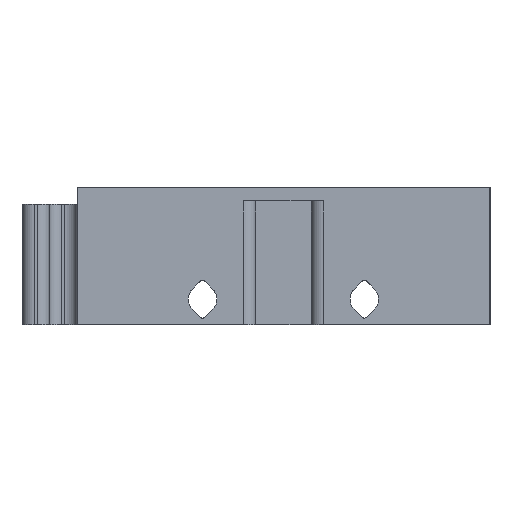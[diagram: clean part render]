
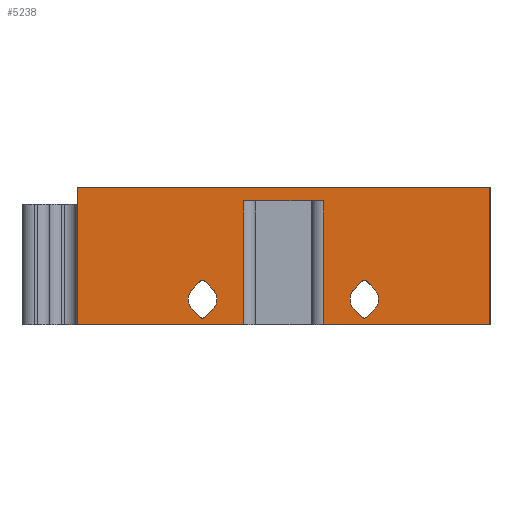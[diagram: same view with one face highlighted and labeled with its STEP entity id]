
A CAD part, left-side view. The second image highlights one B-rep face of the part: STEP entity #5238.
In plain terms, the highlighted planar face has unit normal (-1, 0, 0).
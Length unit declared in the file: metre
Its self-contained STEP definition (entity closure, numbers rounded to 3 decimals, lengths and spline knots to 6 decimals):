
#176=CIRCLE('',#5568,0.0004);
#177=CIRCLE('',#5569,0.002075);
#178=CIRCLE('',#5570,0.0004);
#179=CIRCLE('',#5571,0.002075);
#180=CIRCLE('',#5572,0.002075);
#181=CIRCLE('',#5573,0.0004);
#182=CIRCLE('',#5574,0.002075);
#183=CIRCLE('',#5575,0.0004);
#262=PLANE('',#5567);
#431=LINE('',#7474,#926);
#452=LINE('',#7617,#947);
#460=LINE('',#7649,#955);
#491=LINE('',#7758,#986);
#492=LINE('',#7763,#987);
#493=LINE('',#7767,#988);
#494=LINE('',#7771,#989);
#495=LINE('',#7774,#990);
#496=LINE('',#7775,#991);
#497=LINE('',#7776,#992);
#498=LINE('',#7778,#993);
#499=LINE('',#7780,#994);
#500=LINE('',#7784,#995);
#501=LINE('',#7788,#996);
#502=LINE('',#7792,#997);
#503=LINE('',#7796,#998);
#926=VECTOR('',#5961,1.);
#947=VECTOR('',#5988,1.);
#955=VECTOR('',#6012,1.);
#986=VECTOR('',#6095,1.);
#987=VECTOR('',#6098,1.);
#988=VECTOR('',#6101,1.);
#989=VECTOR('',#6104,1.);
#990=VECTOR('',#6107,1.);
#991=VECTOR('',#6108,1.);
#992=VECTOR('',#6109,1.);
#993=VECTOR('',#6110,1.);
#994=VECTOR('',#6111,1.);
#995=VECTOR('',#6114,1.);
#996=VECTOR('',#6117,1.);
#997=VECTOR('',#6120,1.);
#998=VECTOR('',#6123,1.);
#1642=ORIENTED_EDGE('',*,*,#3213,.F.);
#1643=ORIENTED_EDGE('',*,*,#3214,.T.);
#1644=ORIENTED_EDGE('',*,*,#3215,.T.);
#1645=ORIENTED_EDGE('',*,*,#3216,.T.);
#1646=ORIENTED_EDGE('',*,*,#3217,.T.);
#1647=ORIENTED_EDGE('',*,*,#3218,.T.);
#1648=ORIENTED_EDGE('',*,*,#3219,.F.);
#1649=ORIENTED_EDGE('',*,*,#3220,.T.);
#1650=ORIENTED_EDGE('',*,*,#3142,.T.);
#1651=ORIENTED_EDGE('',*,*,#3221,.T.);
#1652=ORIENTED_EDGE('',*,*,#3095,.F.);
#1653=ORIENTED_EDGE('',*,*,#3222,.T.);
#1654=ORIENTED_EDGE('',*,*,#3158,.T.);
#1655=ORIENTED_EDGE('',*,*,#3223,.F.);
#1656=ORIENTED_EDGE('',*,*,#3224,.T.);
#1657=ORIENTED_EDGE('',*,*,#3225,.T.);
#1658=ORIENTED_EDGE('',*,*,#3226,.F.);
#1659=ORIENTED_EDGE('',*,*,#3227,.T.);
#1660=ORIENTED_EDGE('',*,*,#3228,.F.);
#1661=ORIENTED_EDGE('',*,*,#3229,.F.);
#1662=ORIENTED_EDGE('',*,*,#3230,.F.);
#1663=ORIENTED_EDGE('',*,*,#3231,.F.);
#1664=ORIENTED_EDGE('',*,*,#3232,.F.);
#1665=ORIENTED_EDGE('',*,*,#3233,.T.);
#3095=EDGE_CURVE('',#3893,#3891,#431,.F.);
#3142=EDGE_CURVE('',#3941,#3940,#452,.F.);
#3158=EDGE_CURVE('',#3957,#3956,#460,.F.);
#3213=EDGE_CURVE('',#4009,#4010,#491,.T.);
#3214=EDGE_CURVE('',#4009,#4011,#176,.T.);
#3215=EDGE_CURVE('',#4011,#4012,#492,.T.);
#3216=EDGE_CURVE('',#4012,#4013,#177,.T.);
#3217=EDGE_CURVE('',#4013,#4014,#493,.T.);
#3218=EDGE_CURVE('',#4014,#4015,#178,.T.);
#3219=EDGE_CURVE('',#4016,#4015,#494,.T.);
#3220=EDGE_CURVE('',#4016,#4010,#179,.T.);
#3221=EDGE_CURVE('',#3940,#3891,#495,.T.);
#3222=EDGE_CURVE('',#3893,#3957,#496,.F.);
#3223=EDGE_CURVE('',#4017,#3956,#497,.T.);
#3224=EDGE_CURVE('',#4017,#4018,#498,.F.);
#3225=EDGE_CURVE('',#4018,#3941,#499,.F.);
#3226=EDGE_CURVE('',#4019,#4020,#180,.F.);
#3227=EDGE_CURVE('',#4019,#4021,#500,.T.);
#3228=EDGE_CURVE('',#4022,#4021,#181,.F.);
#3229=EDGE_CURVE('',#4023,#4022,#501,.T.);
#3230=EDGE_CURVE('',#4024,#4023,#182,.F.);
#3231=EDGE_CURVE('',#4025,#4024,#502,.T.);
#3232=EDGE_CURVE('',#4026,#4025,#183,.F.);
#3233=EDGE_CURVE('',#4026,#4020,#503,.T.);
#3891=VERTEX_POINT('',#7469);
#3893=VERTEX_POINT('',#7473);
#3940=VERTEX_POINT('',#7616);
#3941=VERTEX_POINT('',#7618);
#3956=VERTEX_POINT('',#7648);
#3957=VERTEX_POINT('',#7650);
#4009=VERTEX_POINT('',#7759);
#4010=VERTEX_POINT('',#7760);
#4011=VERTEX_POINT('',#7762);
#4012=VERTEX_POINT('',#7764);
#4013=VERTEX_POINT('',#7766);
#4014=VERTEX_POINT('',#7768);
#4015=VERTEX_POINT('',#7770);
#4016=VERTEX_POINT('',#7772);
#4017=VERTEX_POINT('',#7777);
#4018=VERTEX_POINT('',#7779);
#4019=VERTEX_POINT('',#7782);
#4020=VERTEX_POINT('',#7783);
#4021=VERTEX_POINT('',#7785);
#4022=VERTEX_POINT('',#7787);
#4023=VERTEX_POINT('',#7789);
#4024=VERTEX_POINT('',#7791);
#4025=VERTEX_POINT('',#7793);
#4026=VERTEX_POINT('',#7795);
#4587=EDGE_LOOP('',(#1642,#1643,#1644,#1645,#1646,#1647,#1648,#1649));
#4588=EDGE_LOOP('',(#1650,#1651,#1652,#1653,#1654,#1655,#1656,#1657));
#4589=EDGE_LOOP('',(#1658,#1659,#1660,#1661,#1662,#1663,#1664,#1665));
#4884=FACE_BOUND('',#4587,.T.);
#4885=FACE_BOUND('',#4588,.T.);
#4886=FACE_BOUND('',#4589,.T.);
#5238=ADVANCED_FACE('',(#4884,#4885,#4886),#262,.F.);
#5567=AXIS2_PLACEMENT_3D('',#7757,#6093,#6094);
#5568=AXIS2_PLACEMENT_3D('',#7761,#6096,#6097);
#5569=AXIS2_PLACEMENT_3D('',#7765,#6099,#6100);
#5570=AXIS2_PLACEMENT_3D('',#7769,#6102,#6103);
#5571=AXIS2_PLACEMENT_3D('',#7773,#6105,#6106);
#5572=AXIS2_PLACEMENT_3D('',#7781,#6112,#6113);
#5573=AXIS2_PLACEMENT_3D('',#7786,#6115,#6116);
#5574=AXIS2_PLACEMENT_3D('',#7790,#6118,#6119);
#5575=AXIS2_PLACEMENT_3D('',#7794,#6121,#6122);
#5961=DIRECTION('',(0.,1.,0.));
#5988=DIRECTION('',(0.,1.,0.));
#6012=DIRECTION('',(0.,1.,0.));
#6093=DIRECTION('',(1.,0.,0.));
#6094=DIRECTION('',(0.,1.,0.));
#6095=DIRECTION('',(0.,-0.707,0.707));
#6096=DIRECTION('',(1.,0.,0.));
#6097=DIRECTION('',(0.,1.,0.));
#6098=DIRECTION('',(0.,0.707,0.707));
#6099=DIRECTION('',(1.,0.,0.));
#6100=DIRECTION('',(0.,1.,0.));
#6101=DIRECTION('',(0.,-0.707,0.707));
#6102=DIRECTION('',(1.,0.,0.));
#6103=DIRECTION('',(0.,1.,0.));
#6104=DIRECTION('',(0.,0.707,0.707));
#6105=DIRECTION('',(1.,0.,0.));
#6106=DIRECTION('',(0.,1.,0.));
#6107=DIRECTION('',(0.,0.,1.));
#6108=DIRECTION('',(0.,0.,1.));
#6109=DIRECTION('',(0.,0.,-1.));
#6110=DIRECTION('',(0.,1.,0.));
#6111=DIRECTION('',(0.,0.,1.));
#6112=DIRECTION('',(1.,0.,0.));
#6113=DIRECTION('',(0.,1.,0.));
#6114=DIRECTION('',(0.,-0.707,0.707));
#6115=DIRECTION('',(1.,0.,0.));
#6116=DIRECTION('',(0.,1.,0.));
#6117=DIRECTION('',(0.,0.707,0.707));
#6118=DIRECTION('',(1.,0.,0.));
#6119=DIRECTION('',(0.,1.,0.));
#6120=DIRECTION('',(0.,-0.707,0.707));
#6121=DIRECTION('',(1.,0.,0.));
#6122=DIRECTION('',(0.,1.,0.));
#6123=DIRECTION('',(0.,0.707,0.707));
#7469=CARTESIAN_POINT('',(0.810025,0.51,0.38));
#7473=CARTESIAN_POINT('',(0.810025,0.569975,0.38));
#7474=CARTESIAN_POINT('',(0.810025,0.497889,0.38));
#7616=CARTESIAN_POINT('',(0.810025,0.51,0.36));
#7617=CARTESIAN_POINT('',(0.810025,0.497889,0.36));
#7618=CARTESIAN_POINT('',(0.810025,0.534222,0.36));
#7648=CARTESIAN_POINT('',(0.810025,0.545778,0.36));
#7649=CARTESIAN_POINT('',(0.810025,0.497889,0.36));
#7650=CARTESIAN_POINT('',(0.810025,0.569975,0.36));
#7757=CARTESIAN_POINT('',(0.810025,0.497889,0.38));
#7758=CARTESIAN_POINT('',(0.810025,0.503477,0.385588));
#7759=CARTESIAN_POINT('',(0.810025,0.527984,0.361082));
#7760=CARTESIAN_POINT('',(0.810025,0.526799,0.362266));
#7761=CARTESIAN_POINT('',(0.810025,0.528267,0.361365));
#7762=CARTESIAN_POINT('',(0.810025,0.528549,0.361082));
#7763=CARTESIAN_POINT('',(0.810025,0.522678,0.355211));
#7764=CARTESIAN_POINT('',(0.810025,0.529734,0.362266));
#7765=CARTESIAN_POINT('',(0.810025,0.528267,0.363733));
#7766=CARTESIAN_POINT('',(0.810025,0.529734,0.365201));
#7767=CARTESIAN_POINT('',(0.810025,0.506412,0.388523));
#7768=CARTESIAN_POINT('',(0.810025,0.528549,0.366385));
#7769=CARTESIAN_POINT('',(0.810025,0.528267,0.366102));
#7770=CARTESIAN_POINT('',(0.810025,0.527984,0.366385));
#7771=CARTESIAN_POINT('',(0.810025,0.519744,0.358145));
#7772=CARTESIAN_POINT('',(0.810025,0.526799,0.365201));
#7773=CARTESIAN_POINT('',(0.810025,0.528267,0.363733));
#7774=CARTESIAN_POINT('',(0.810025,0.51,0.38));
#7775=CARTESIAN_POINT('',(0.810025,0.569975,0.38));
#7776=CARTESIAN_POINT('',(0.810025,0.545778,0.38));
#7777=CARTESIAN_POINT('',(0.810025,0.545778,0.378));
#7778=CARTESIAN_POINT('',(0.810025,0.497889,0.378));
#7779=CARTESIAN_POINT('',(0.810025,0.534222,0.378));
#7780=CARTESIAN_POINT('',(0.810025,0.534222,0.38));
#7781=CARTESIAN_POINT('',(0.810025,0.551733,0.363733));
#7782=CARTESIAN_POINT('',(0.810025,0.553201,0.365201));
#7783=CARTESIAN_POINT('',(0.810025,0.553201,0.362266));
#7784=CARTESIAN_POINT('',(0.810025,0.518145,0.400256));
#7785=CARTESIAN_POINT('',(0.810025,0.552016,0.366385));
#7786=CARTESIAN_POINT('',(0.810025,0.551733,0.366102));
#7787=CARTESIAN_POINT('',(0.810025,0.551451,0.366385));
#7788=CARTESIAN_POINT('',(0.810025,0.531477,0.346412));
#7789=CARTESIAN_POINT('',(0.810025,0.550266,0.365201));
#7790=CARTESIAN_POINT('',(0.810025,0.551733,0.363733));
#7791=CARTESIAN_POINT('',(0.810025,0.550266,0.362266));
#7792=CARTESIAN_POINT('',(0.810025,0.515211,0.397322));
#7793=CARTESIAN_POINT('',(0.810025,0.551451,0.361082));
#7794=CARTESIAN_POINT('',(0.810025,0.551733,0.361365));
#7795=CARTESIAN_POINT('',(0.810025,0.552016,0.361082));
#7796=CARTESIAN_POINT('',(0.810025,0.534412,0.343477));
